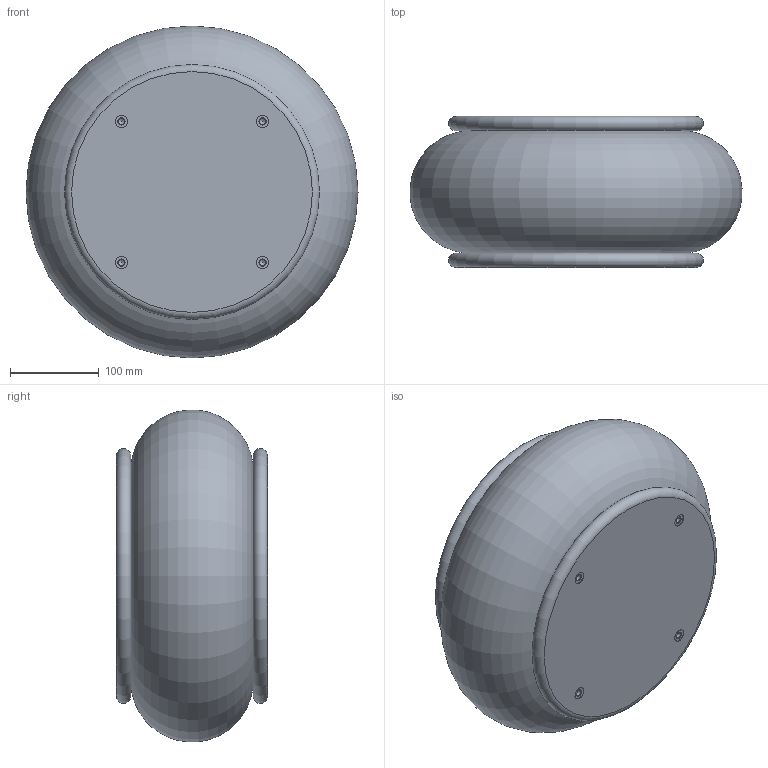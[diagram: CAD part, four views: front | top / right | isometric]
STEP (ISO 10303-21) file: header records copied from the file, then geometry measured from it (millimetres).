
FILE_DESCRIPTION(/* description */ ('STEP AP214'),/* implementation_level */ '2;1');
FILE_NAME(/* name */ '193789_EB-385-115',/* time_stamp */ '2024-08-27T12:15:16+02:00',/* author */ ('License CC BY-ND 4.0'),/* organization */ ('CADENAS'),/* preprocessor_version */ 'ST-DEVELOPER v19.3',/* originating_system */ 'PARTsolutions',/* authorisation */ ' ');
FILE_SCHEMA (('AUTOMOTIVE_DESIGN {1 0 10303 214 3 1 1}'));
Length unit declared in the file: millimetre
Products named in the file (1): 193789 EB-385-115---(170)
Bounding box: 373.72 x 170 x 373.72 mm (x, y, z)
Volume: 14971520.9 mm3; surface area: 411522.2 mm2
Topology: 1 solids, 1 shells, 52 faces, 101 edges, 63 vertices
Faces by surface type: cylinder 18, cone 17, plane 14, torus 3
Full cylindrical faces by diameter (mm): 6.647 x8, 11.445 x1, 14 x8, 19 x1
Entity records: 1455 total; most frequent: DIRECTION 208, CARTESIAN_POINT 163, FACE_BOUND 110, AXIS2_PLACEMENT_3D 104, ORIENTED_EDGE 102, EDGE_LOOP 102, VERTEX_POINT 59, STYLED_ITEM 52
